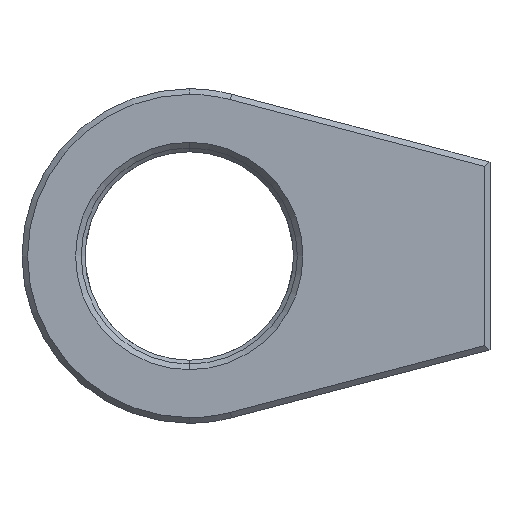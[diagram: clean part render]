
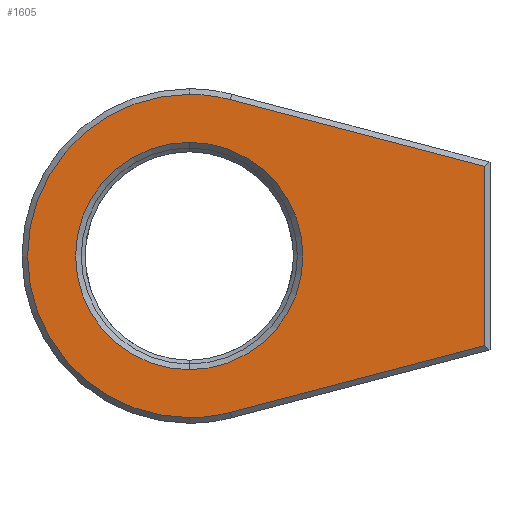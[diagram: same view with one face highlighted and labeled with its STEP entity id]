
A CAD part, left-side view. The second image highlights one B-rep face of the part: STEP entity #1605.
In plain terms, the highlighted planar face has unit normal (-1, 0, 0).
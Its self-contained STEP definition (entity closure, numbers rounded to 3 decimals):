
#13 = VERTEX_POINT ( 'NONE', #1555 ) ;
#32 = EDGE_CURVE ( 'NONE', #1095, #461, #774, .T. ) ;
#79 = PLANE ( 'NONE',  #1059 ) ;
#91 = CARTESIAN_POINT ( 'NONE',  ( -3.75, -15.7, 4.769 ) ) ;
#119 = CARTESIAN_POINT ( 'NONE',  ( -3.75, 0., 0. ) ) ;
#170 = CARTESIAN_POINT ( 'NONE',  ( -3.75, -15.7, -4.769 ) ) ;
#179 = EDGE_CURVE ( 'NONE', #1669, #347, #359, .T. ) ;
#191 = DIRECTION ( 'NONE',  ( 1., 0., 0. ) ) ;
#210 = CARTESIAN_POINT ( 'NONE',  ( -3.75, 0., 0. ) ) ;
#269 = ORIENTED_EDGE ( 'NONE', *, *, #1024, .T. ) ;
#291 = DIRECTION ( 'NONE',  ( 0., 0., -1. ) ) ;
#309 = CIRCLE ( 'NONE', #1470, 6.05 ) ;
#318 = FACE_OUTER_BOUND ( 'NONE', #710, .T. ) ;
#336 = AXIS2_PLACEMENT_3D ( 'NONE', #703, #446, #1510 ) ;
#341 = ORIENTED_EDGE ( 'NONE', *, *, #883, .T. ) ;
#347 = VERTEX_POINT ( 'NONE', #833 ) ;
#359 = CIRCLE ( 'NONE', #1305, 8.6 ) ;
#386 = ORIENTED_EDGE ( 'NONE', *, *, #32, .T. ) ;
#394 = VERTEX_POINT ( 'NONE', #1368 ) ;
#446 = DIRECTION ( 'NONE',  ( -1., 0., 0. ) ) ;
#452 = EDGE_CURVE ( 'NONE', #394, #1095, #489, .T. ) ;
#461 = VERTEX_POINT ( 'NONE', #91 ) ;
#489 = LINE ( 'NONE', #1121, #792 ) ;
#510 = DIRECTION ( 'NONE',  ( 0., 0., -1. ) ) ;
#623 = ORIENTED_EDGE ( 'NONE', *, *, #1187, .T. ) ;
#626 = DIRECTION ( 'NONE',  ( 0., -0.967, 0.254 ) ) ;
#639 = CARTESIAN_POINT ( 'NONE',  ( -3.75, -15.7, 0. ) ) ;
#655 = DIRECTION ( 'NONE',  ( -1., 0., 0. ) ) ;
#687 = CIRCLE ( 'NONE', #336, 8.6 ) ;
#690 = CARTESIAN_POINT ( 'NONE',  ( -3.75, 0., 6.05 ) ) ;
#703 = CARTESIAN_POINT ( 'NONE',  ( -3.75, 0., 0. ) ) ;
#710 = EDGE_LOOP ( 'NONE', ( #1512, #386, #269, #623, #1110, #796 ) ) ;
#774 = LINE ( 'NONE', #639, #1491 ) ;
#792 = VECTOR ( 'NONE', #626, 1000. ) ;
#796 = ORIENTED_EDGE ( 'NONE', *, *, #991, .T. ) ;
#833 = CARTESIAN_POINT ( 'NONE',  ( -3.75, 0., -8.6 ) ) ;
#863 = VERTEX_POINT ( 'NONE', #1298 ) ;
#883 = EDGE_CURVE ( 'NONE', #1465, #863, #309, .T. ) ;
#886 = DIRECTION ( 'NONE',  ( 0., 0., -1. ) ) ;
#892 = CARTESIAN_POINT ( 'NONE',  ( -3.75, 0., 0. ) ) ;
#900 = DIRECTION ( 'NONE',  ( 1., 0., 0. ) ) ;
#952 = DIRECTION ( 'NONE',  ( 0., 0.967, 0.254 ) ) ;
#976 = CARTESIAN_POINT ( 'NONE',  ( -3.75, 0., 0. ) ) ;
#988 = FACE_BOUND ( 'NONE', #1436, .T. ) ;
#991 = EDGE_CURVE ( 'NONE', #347, #394, #1472, .T. ) ;
#1024 = EDGE_CURVE ( 'NONE', #461, #13, #1444, .T. ) ;
#1035 = CARTESIAN_POINT ( 'NONE',  ( -3.75, 0., 0. ) ) ;
#1059 = AXIS2_PLACEMENT_3D ( 'NONE', #976, #1502, #1249 ) ;
#1073 = DIRECTION ( 'NONE',  ( -1., 0., 0. ) ) ;
#1075 = CARTESIAN_POINT ( 'NONE',  ( -3.75, -2.184, 8.318 ) ) ;
#1088 = ORIENTED_EDGE ( 'NONE', *, *, #1643, .T. ) ;
#1095 = VERTEX_POINT ( 'NONE', #170 ) ;
#1110 = ORIENTED_EDGE ( 'NONE', *, *, #179, .T. ) ;
#1121 = CARTESIAN_POINT ( 'NONE',  ( -3.75, -2.184, -8.318 ) ) ;
#1168 = CIRCLE ( 'NONE', #1359, 6.05 ) ;
#1187 = EDGE_CURVE ( 'NONE', #13, #1669, #687, .T. ) ;
#1243 = CARTESIAN_POINT ( 'NONE',  ( -3.75, 0., 8.6 ) ) ;
#1249 = DIRECTION ( 'NONE',  ( 0., 0., -1. ) ) ;
#1298 = CARTESIAN_POINT ( 'NONE',  ( -3.75, 0., -6.05 ) ) ;
#1305 = AXIS2_PLACEMENT_3D ( 'NONE', #1035, #1073, #291 ) ;
#1314 = DIRECTION ( 'NONE',  ( 0., 0., 1. ) ) ;
#1359 = AXIS2_PLACEMENT_3D ( 'NONE', #210, #191, #1607 ) ;
#1368 = CARTESIAN_POINT ( 'NONE',  ( -3.75, -2.184, -8.318 ) ) ;
#1436 = EDGE_LOOP ( 'NONE', ( #341, #1088 ) ) ;
#1444 = LINE ( 'NONE', #1075, #1497 ) ;
#1465 = VERTEX_POINT ( 'NONE', #690 ) ;
#1470 = AXIS2_PLACEMENT_3D ( 'NONE', #119, #900, #886 ) ;
#1472 = CIRCLE ( 'NONE', #1583, 8.6 ) ;
#1491 = VECTOR ( 'NONE', #1314, 1000. ) ;
#1497 = VECTOR ( 'NONE', #952, 1000. ) ;
#1502 = DIRECTION ( 'NONE',  ( 1., 0., 0. ) ) ;
#1510 = DIRECTION ( 'NONE',  ( 0., 0., -1. ) ) ;
#1512 = ORIENTED_EDGE ( 'NONE', *, *, #452, .T. ) ;
#1555 = CARTESIAN_POINT ( 'NONE',  ( -3.75, -2.184, 8.318 ) ) ;
#1583 = AXIS2_PLACEMENT_3D ( 'NONE', #892, #655, #510 ) ;
#1605 = ADVANCED_FACE ( 'NONE', ( #318, #988 ), #79, .F. ) ;
#1607 = DIRECTION ( 'NONE',  ( 0., 0., -1. ) ) ;
#1643 = EDGE_CURVE ( 'NONE', #863, #1465, #1168, .T. ) ;
#1669 = VERTEX_POINT ( 'NONE', #1243 ) ;
